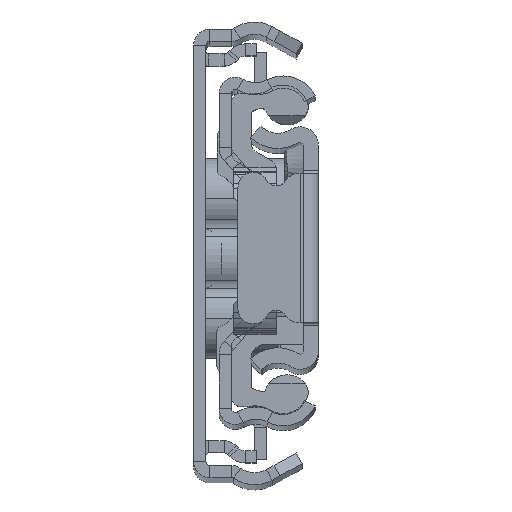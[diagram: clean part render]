
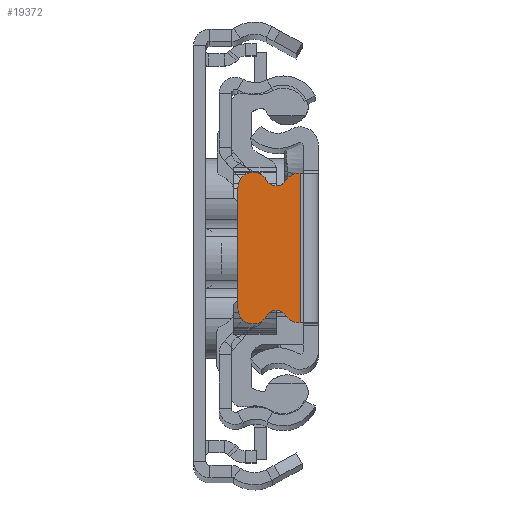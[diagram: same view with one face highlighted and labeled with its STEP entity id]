
A CAD part, top view. The second image highlights one B-rep face of the part: STEP entity #19372.
In plain terms, the highlighted planar face has unit normal (0, 0, 1).
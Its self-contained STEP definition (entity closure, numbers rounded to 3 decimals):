
#204 = VECTOR ( 'NONE', #20397, 1000. ) ;
#516 = AXIS2_PLACEMENT_3D ( 'NONE', #19632, #21547, #9765 ) ;
#1171 = ORIENTED_EDGE ( 'NONE', *, *, #16959, .T. ) ;
#1226 = EDGE_CURVE ( 'NONE', #6556, #18954, #13063, .T. ) ;
#2813 = DIRECTION ( 'NONE',  ( -1., 0., 0. ) ) ;
#2990 = CARTESIAN_POINT ( 'NONE',  ( -4.142, 7.236, 0. ) ) ;
#3020 = DIRECTION ( 'NONE',  ( 0., -1., 0. ) ) ;
#3191 = CARTESIAN_POINT ( 'NONE',  ( -4.142, -7.236, 0. ) ) ;
#3431 = CARTESIAN_POINT ( 'NONE',  ( -1.929, 7.37, 0. ) ) ;
#3710 = DIRECTION ( 'NONE',  ( 0., -1., 0. ) ) ;
#4314 = ORIENTED_EDGE ( 'NONE', *, *, #21699, .T. ) ;
#4836 = DIRECTION ( 'NONE',  ( 0., 0., -1. ) ) ;
#4914 = CARTESIAN_POINT ( 'NONE',  ( -7.929, -6., 0. ) ) ;
#5042 = CARTESIAN_POINT ( 'NONE',  ( -1.929, 7.37, 0. ) ) ;
#5191 = VERTEX_POINT ( 'NONE', #10495 ) ;
#5554 = DIRECTION ( 'NONE',  ( 0., 0., 1. ) ) ;
#5559 = VERTEX_POINT ( 'NONE', #14129 ) ;
#5605 = CARTESIAN_POINT ( 'NONE',  ( -1.75, 0., 0. ) ) ;
#6246 = AXIS2_PLACEMENT_3D ( 'NONE', #7808, #17665, #19323 ) ;
#6556 = VERTEX_POINT ( 'NONE', #7967 ) ;
#7048 = AXIS2_PLACEMENT_3D ( 'NONE', #2990, #22239, #20347 ) ;
#7250 = CARTESIAN_POINT ( 'NONE',  ( -5.109, -6.713, 0. ) ) ;
#7619 = EDGE_CURVE ( 'NONE', #24362, #5191, #13430, .T. ) ;
#7808 = CARTESIAN_POINT ( 'NONE',  ( -6.429, 6., 0. ) ) ;
#7967 = CARTESIAN_POINT ( 'NONE',  ( -1.75, 7.37, 0. ) ) ;
#8556 = EDGE_CURVE ( 'NONE', #5191, #5559, #9429, .T. ) ;
#8819 = CARTESIAN_POINT ( 'NONE',  ( -3.206, 6.658, 0. ) ) ;
#9429 = CIRCLE ( 'NONE', #516, 1.5 ) ;
#9456 = VECTOR ( 'NONE', #11626, 1000. ) ;
#9765 = DIRECTION ( 'NONE',  ( 1., 0., 0. ) ) ;
#10495 = CARTESIAN_POINT ( 'NONE',  ( -3.206, -6.658, 0. ) ) ;
#10876 = ORIENTED_EDGE ( 'NONE', *, *, #21870, .T. ) ;
#10883 = LINE ( 'NONE', #3431, #204 ) ;
#11601 = DIRECTION ( 'NONE',  ( 1., 0., 0. ) ) ;
#11626 = DIRECTION ( 'NONE',  ( -1., 0., 0. ) ) ;
#12183 = AXIS2_PLACEMENT_3D ( 'NONE', #3191, #4836, #2813 ) ;
#12293 = CARTESIAN_POINT ( 'NONE',  ( -1.75, -7.37, 0. ) ) ;
#12637 = CARTESIAN_POINT ( 'NONE',  ( -7.929, -6., 0. ) ) ;
#12639 = VERTEX_POINT ( 'NONE', #8819 ) ;
#12677 = CIRCLE ( 'NONE', #13512, 1.5 ) ;
#12751 = LINE ( 'NONE', #12637, #20068 ) ;
#13006 = PLANE ( 'NONE',  #16409 ) ;
#13063 = LINE ( 'NONE', #5605, #21909 ) ;
#13137 = FACE_OUTER_BOUND ( 'NONE', #22827, .T. ) ;
#13356 = CIRCLE ( 'NONE', #13744, 1.5 ) ;
#13430 = CIRCLE ( 'NONE', #12183, 1.1 ) ;
#13512 = AXIS2_PLACEMENT_3D ( 'NONE', #16655, #14996, #14743 ) ;
#13744 = AXIS2_PLACEMENT_3D ( 'NONE', #22997, #14995, #11601 ) ;
#14129 = CARTESIAN_POINT ( 'NONE',  ( -1.929, -7.37, 0. ) ) ;
#14316 = CIRCLE ( 'NONE', #7048, 1.1 ) ;
#14743 = DIRECTION ( 'NONE',  ( -1., 0., 0. ) ) ;
#14870 = VERTEX_POINT ( 'NONE', #23271 ) ;
#14995 = DIRECTION ( 'NONE',  ( 0., 0., 1. ) ) ;
#14996 = DIRECTION ( 'NONE',  ( 0., 0., 1. ) ) ;
#15467 = VERTEX_POINT ( 'NONE', #5042 ) ;
#15756 = ORIENTED_EDGE ( 'NONE', *, *, #20875, .F. ) ;
#15934 = CIRCLE ( 'NONE', #6246, 1.5 ) ;
#16296 = ORIENTED_EDGE ( 'NONE', *, *, #1226, .F. ) ;
#16409 = AXIS2_PLACEMENT_3D ( 'NONE', #24530, #5554, #24921 ) ;
#16497 = ORIENTED_EDGE ( 'NONE', *, *, #7619, .T. ) ;
#16655 = CARTESIAN_POINT ( 'NONE',  ( -1.929, 5.87, 0. ) ) ;
#16959 = EDGE_CURVE ( 'NONE', #19248, #24362, #13356, .T. ) ;
#17064 = LINE ( 'NONE', #17808, #9456 ) ;
#17092 = VERTEX_POINT ( 'NONE', #18771 ) ;
#17565 = EDGE_CURVE ( 'NONE', #15467, #6556, #10883, .T. ) ;
#17665 = DIRECTION ( 'NONE',  ( 0., 0., 1. ) ) ;
#17691 = ORIENTED_EDGE ( 'NONE', *, *, #21830, .T. ) ;
#17808 = CARTESIAN_POINT ( 'NONE',  ( -1.929, -7.37, 0. ) ) ;
#18718 = ORIENTED_EDGE ( 'NONE', *, *, #19271, .T. ) ;
#18771 = CARTESIAN_POINT ( 'NONE',  ( -7.929, 6., 0. ) ) ;
#18954 = VERTEX_POINT ( 'NONE', #12293 ) ;
#19248 = VERTEX_POINT ( 'NONE', #4914 ) ;
#19271 = EDGE_CURVE ( 'NONE', #17092, #19248, #12751, .T. ) ;
#19323 = DIRECTION ( 'NONE',  ( -1., 0., 0. ) ) ;
#19372 = ADVANCED_FACE ( 'NONE', ( #13137 ), #13006, .T. ) ;
#19632 = CARTESIAN_POINT ( 'NONE',  ( -1.929, -5.87, 0. ) ) ;
#20068 = VECTOR ( 'NONE', #3020, 1000. ) ;
#20347 = DIRECTION ( 'NONE',  ( 1., 0., 0. ) ) ;
#20397 = DIRECTION ( 'NONE',  ( 1., 0., 0. ) ) ;
#20875 = EDGE_CURVE ( 'NONE', #18954, #5559, #17064, .T. ) ;
#21479 = ORIENTED_EDGE ( 'NONE', *, *, #8556, .T. ) ;
#21547 = DIRECTION ( 'NONE',  ( 0., 0., 1. ) ) ;
#21699 = EDGE_CURVE ( 'NONE', #15467, #12639, #12677, .T. ) ;
#21830 = EDGE_CURVE ( 'NONE', #12639, #14870, #14316, .T. ) ;
#21870 = EDGE_CURVE ( 'NONE', #14870, #17092, #15934, .T. ) ;
#21909 = VECTOR ( 'NONE', #3710, 1000. ) ;
#22239 = DIRECTION ( 'NONE',  ( 0., 0., -1. ) ) ;
#22827 = EDGE_LOOP ( 'NONE', ( #16296, #23249, #4314, #17691, #10876, #18718, #1171, #16497, #21479, #15756 ) ) ;
#22997 = CARTESIAN_POINT ( 'NONE',  ( -6.429, -6., 0. ) ) ;
#23249 = ORIENTED_EDGE ( 'NONE', *, *, #17565, .F. ) ;
#23271 = CARTESIAN_POINT ( 'NONE',  ( -5.109, 6.713, 0. ) ) ;
#24362 = VERTEX_POINT ( 'NONE', #7250 ) ;
#24530 = CARTESIAN_POINT ( 'NONE',  ( 294.071, 0., 0. ) ) ;
#24921 = DIRECTION ( 'NONE',  ( 1., 0., 0. ) ) ;
